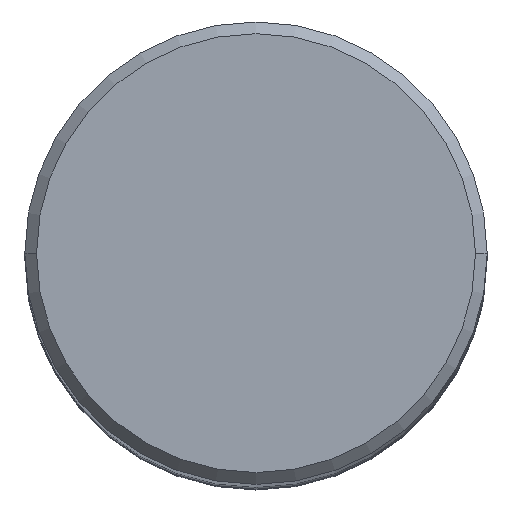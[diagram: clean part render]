
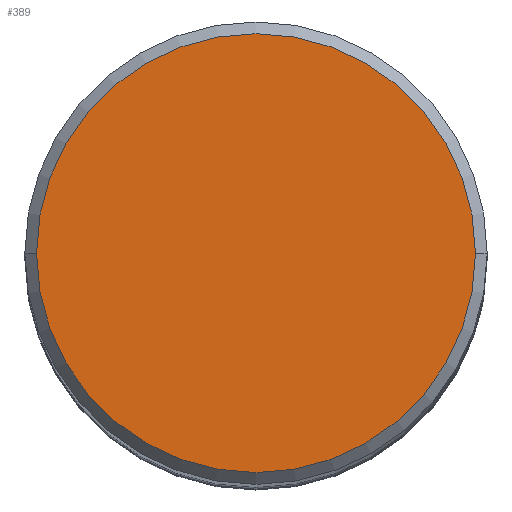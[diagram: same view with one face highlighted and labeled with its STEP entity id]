
A CAD part, top view. The second image highlights one B-rep face of the part: STEP entity #389.
In plain terms, the highlighted planar face has unit normal (0, 0, 1).
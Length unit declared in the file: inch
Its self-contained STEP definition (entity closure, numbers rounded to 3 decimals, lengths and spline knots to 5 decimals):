
#35 = EDGE_CURVE ( 'NONE', #307, #473, #49, .T. ) ;
#49 = CIRCLE ( 'NONE', #207, 0.3737 ) ;
#68 = ORIENTED_EDGE ( 'NONE', *, *, #328, .F. ) ;
#73 = AXIS2_PLACEMENT_3D ( 'NONE', #241, #382, #379 ) ;
#75 = PLANE ( 'NONE',  #177 ) ;
#77 = CARTESIAN_POINT ( 'NONE',  ( 0., 0., 0. ) ) ;
#108 = DIRECTION ( 'NONE',  ( 0., 0., 1. ) ) ;
#118 = FACE_OUTER_BOUND ( 'NONE', #277, .T. ) ;
#159 = DIRECTION ( 'NONE',  ( 1., 0., 0. ) ) ;
#168 = DIRECTION ( 'NONE',  ( 0., 0., -1. ) ) ;
#173 = CARTESIAN_POINT ( 'NONE',  ( -0.3737, 0., 0. ) ) ;
#177 = AXIS2_PLACEMENT_3D ( 'NONE', #334, #108, #159 ) ;
#207 = AXIS2_PLACEMENT_3D ( 'NONE', #77, #168, #512 ) ;
#241 = CARTESIAN_POINT ( 'NONE',  ( 0., 0., 0. ) ) ;
#277 = EDGE_LOOP ( 'NONE', ( #68, #360 ) ) ;
#307 = VERTEX_POINT ( 'NONE', #337 ) ;
#328 = EDGE_CURVE ( 'NONE', #473, #307, #330, .T. ) ;
#330 = CIRCLE ( 'NONE', #73, 0.3737 ) ;
#334 = CARTESIAN_POINT ( 'NONE',  ( 0., 0.3737, 0. ) ) ;
#337 = CARTESIAN_POINT ( 'NONE',  ( 0.3737, 0., 0. ) ) ;
#360 = ORIENTED_EDGE ( 'NONE', *, *, #35, .F. ) ;
#379 = DIRECTION ( 'NONE',  ( -1., 0., 0. ) ) ;
#382 = DIRECTION ( 'NONE',  ( 0., 0., -1. ) ) ;
#389 = ADVANCED_FACE ( 'NONE', ( #118 ), #75, .T. ) ;
#473 = VERTEX_POINT ( 'NONE', #173 ) ;
#512 = DIRECTION ( 'NONE',  ( -1., 0., 0. ) ) ;
